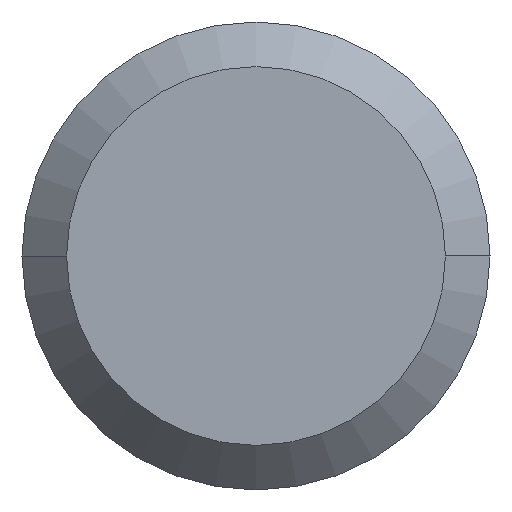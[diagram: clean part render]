
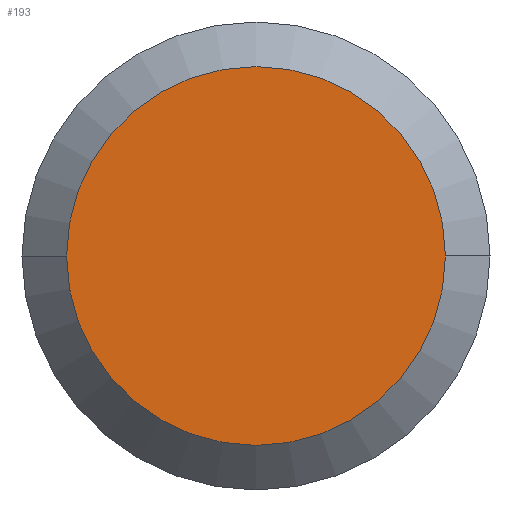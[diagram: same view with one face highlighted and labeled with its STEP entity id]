
A CAD part, left-side view. The second image highlights one B-rep face of the part: STEP entity #193.
In plain terms, the highlighted planar face has unit normal (-1, 0, 0).
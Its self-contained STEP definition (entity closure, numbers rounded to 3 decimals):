
#36 = CARTESIAN_POINT ( 'NONE',  ( 0., 0., 0. ) ) ;
#63 = ORIENTED_EDGE ( 'NONE', *, *, #136, .F. ) ;
#64 = DIRECTION ( 'NONE',  ( 1., 0., 0. ) ) ;
#122 = CARTESIAN_POINT ( 'NONE',  ( 0., 3.238, 0. ) ) ;
#124 = FACE_OUTER_BOUND ( 'NONE', #379, .T. ) ;
#136 = EDGE_CURVE ( 'NONE', #340, #239, #401, .T. ) ;
#157 = CARTESIAN_POINT ( 'NONE',  ( 0., 0., 0. ) ) ;
#173 = CIRCLE ( 'NONE', #297, 3.238 ) ;
#193 = ADVANCED_FACE ( 'NONE', ( #124 ), #358, .T. ) ;
#239 = VERTEX_POINT ( 'NONE', #365 ) ;
#249 = AXIS2_PLACEMENT_3D ( 'NONE', #157, #328, #323 ) ;
#256 = DIRECTION ( 'NONE',  ( 0., 1., 0. ) ) ;
#296 = ORIENTED_EDGE ( 'NONE', *, *, #345, .F. ) ;
#297 = AXIS2_PLACEMENT_3D ( 'NONE', #392, #320, #387 ) ;
#302 = AXIS2_PLACEMENT_3D ( 'NONE', #36, #64, #256 ) ;
#320 = DIRECTION ( 'NONE',  ( 1., 0., 0. ) ) ;
#323 = DIRECTION ( 'NONE',  ( 0., -1., 0. ) ) ;
#328 = DIRECTION ( 'NONE',  ( -1., 0., 0. ) ) ;
#340 = VERTEX_POINT ( 'NONE', #122 ) ;
#345 = EDGE_CURVE ( 'NONE', #239, #340, #173, .T. ) ;
#358 = PLANE ( 'NONE',  #249 ) ;
#365 = CARTESIAN_POINT ( 'NONE',  ( 0., -3.238, 0. ) ) ;
#379 = EDGE_LOOP ( 'NONE', ( #63, #296 ) ) ;
#387 = DIRECTION ( 'NONE',  ( 0., 1., 0. ) ) ;
#392 = CARTESIAN_POINT ( 'NONE',  ( 0., 0., 0. ) ) ;
#401 = CIRCLE ( 'NONE', #302, 3.238 ) ;
